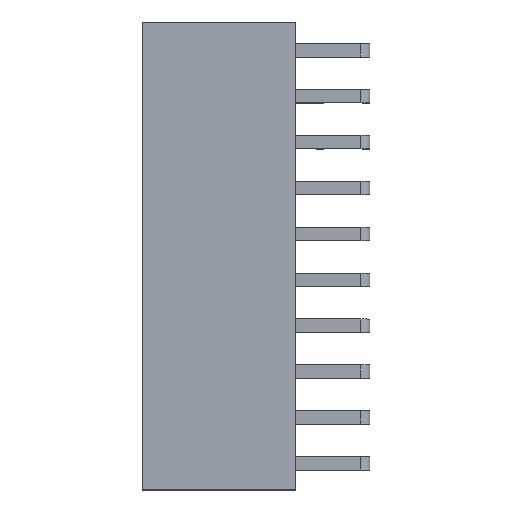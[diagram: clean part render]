
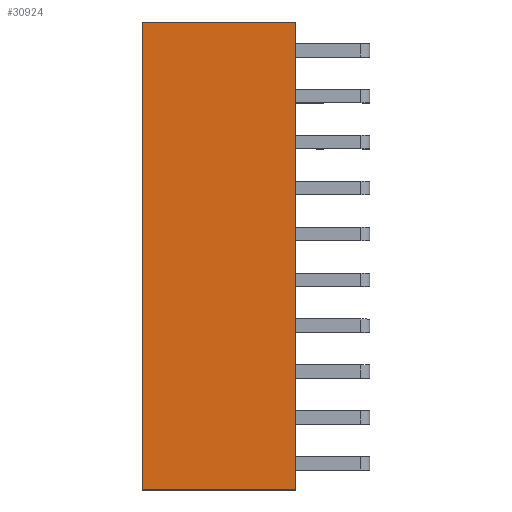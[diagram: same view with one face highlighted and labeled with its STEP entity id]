
A CAD part, top view. The second image highlights one B-rep face of the part: STEP entity #30924.
In plain terms, the highlighted face is planar.
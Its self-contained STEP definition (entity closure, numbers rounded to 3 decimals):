
#3272=ORIENTED_EDGE('',*,*,#9000,.T.);
#3273=ORIENTED_EDGE('',*,*,#9001,.T.);
#3274=ORIENTED_EDGE('',*,*,#9002,.T.);
#3275=ORIENTED_EDGE('',*,*,#9003,.T.);
#9000=EDGE_CURVE('',#11684,#11685,#14020,.T.);
#9001=EDGE_CURVE('',#11685,#11686,#14021,.T.);
#9002=EDGE_CURVE('',#11686,#11687,#14022,.T.);
#9003=EDGE_CURVE('',#11687,#11684,#14023,.T.);
#11684=VERTEX_POINT('',#43399);
#11685=VERTEX_POINT('',#43400);
#11686=VERTEX_POINT('',#43402);
#11687=VERTEX_POINT('',#43404);
#14020=LINE('',#43398,#16824);
#14021=LINE('',#43401,#16825);
#14022=LINE('',#43403,#16826);
#14023=LINE('',#43405,#16827);
#16824=VECTOR('',#36246,1000.);
#16825=VECTOR('',#36247,1000.);
#16826=VECTOR('',#36248,1000.);
#16827=VECTOR('',#36249,1000.);
#18262=EDGE_LOOP('',(#3272,#3273,#3274,#3275));
#19572=FACE_BOUND('',#18262,.T.);
#20882=PLANE('',#32281);
#30924=ADVANCED_FACE('',(#19572),#20882,.T.);
#32281=AXIS2_PLACEMENT_3D('',#43397,#36244,#36245);
#36244=DIRECTION('',(0.,1.,0.));
#36245=DIRECTION('',(0.,0.,1.));
#36246=DIRECTION('',(0.,0.,1.));
#36247=DIRECTION('',(1.,0.,0.));
#36248=DIRECTION('',(0.,0.,-1.));
#36249=DIRECTION('',(-1.,0.,0.));
#43397=CARTESIAN_POINT('',(0.,2.5,0.));
#43398=CARTESIAN_POINT('',(-12.95,2.5,-4.25));
#43399=CARTESIAN_POINT('',(-12.95,2.5,-4.25));
#43400=CARTESIAN_POINT('',(-12.95,2.5,4.25));
#43401=CARTESIAN_POINT('',(-12.95,2.5,4.25));
#43402=CARTESIAN_POINT('',(12.95,2.5,4.25));
#43403=CARTESIAN_POINT('',(12.95,2.5,4.25));
#43404=CARTESIAN_POINT('',(12.95,2.5,-4.25));
#43405=CARTESIAN_POINT('',(12.95,2.5,-4.25));
